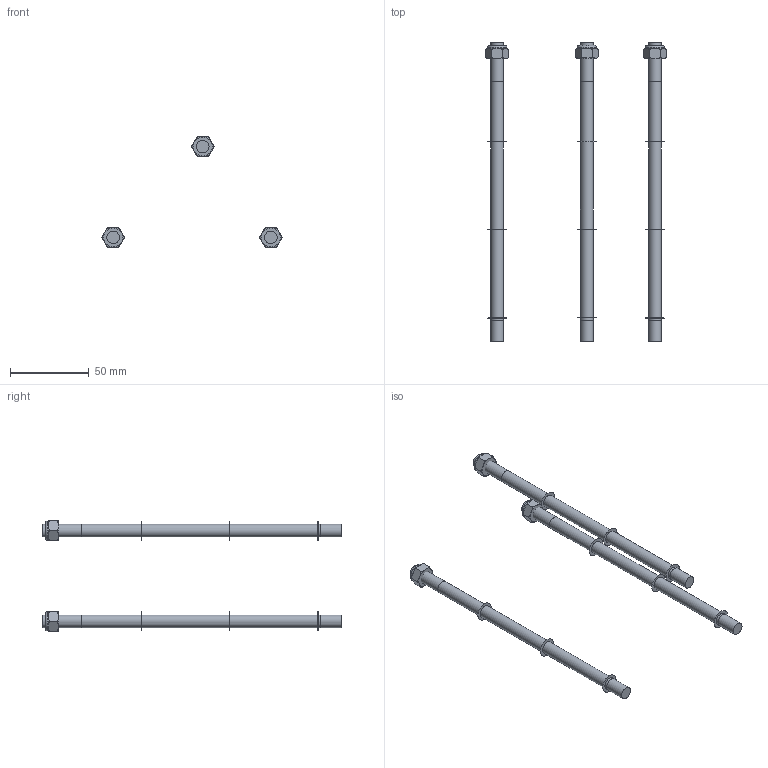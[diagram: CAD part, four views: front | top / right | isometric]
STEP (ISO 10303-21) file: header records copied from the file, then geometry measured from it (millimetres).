
FILE_DESCRIPTION(/* description */ ('Unknown'),/* implementation_level */ '2;1');
FILE_NAME(/* name */ 'AP-1620-331K2',/* time_stamp */ '2020-12-17T09:28:39+01:00',/* author */ ('Unknown'),/* organization */ ('Unknown'),/* preprocessor_version */ 'ST-DEVELOPER v16.7',/* originating_system */ 'DEX',/* authorisation */ $);
FILE_SCHEMA (('AUTOMOTIVE_DESIGN {1 0 10303 214 3 1 1}'));
Length unit declared in the file: millimetre
Products named in the file (4): AP-1620-331K2; WV-1310-908; AP-1620-001-045-C; AP-1620-001-018-B
Assembly tree (15 placements, depth 2):
  AP-1620-331K2
    WV-1310-908  x3
    AP-1620-001-045-C  x9
    AP-1620-001-018-B  x3
Bounding box: 114.4 x 190 x 70.05 mm (x, y, z)
Volume: 30900.4 mm3; surface area: 17806.6 mm2
Topology: 15 solids, 15 shells, 105 faces, 192 edges, 126 vertices
Faces by surface type: plane 57, cylinder 39, torus 9
Full cylindrical faces by diameter (mm): 6.647 x3, 6.7 x3, 8 x18, 8.5 x3, 12 x9, 12.2 x3
Entity records: 1389 total; most frequent: CARTESIAN_POINT 567, DIRECTION 130, ORIENTED_EDGE 74, AXIS2_PLACEMENT_3D 62, EDGE_LOOP 46, FACE_BOUND 46, EDGE_CURVE 37, VERTEX_POINT 31
